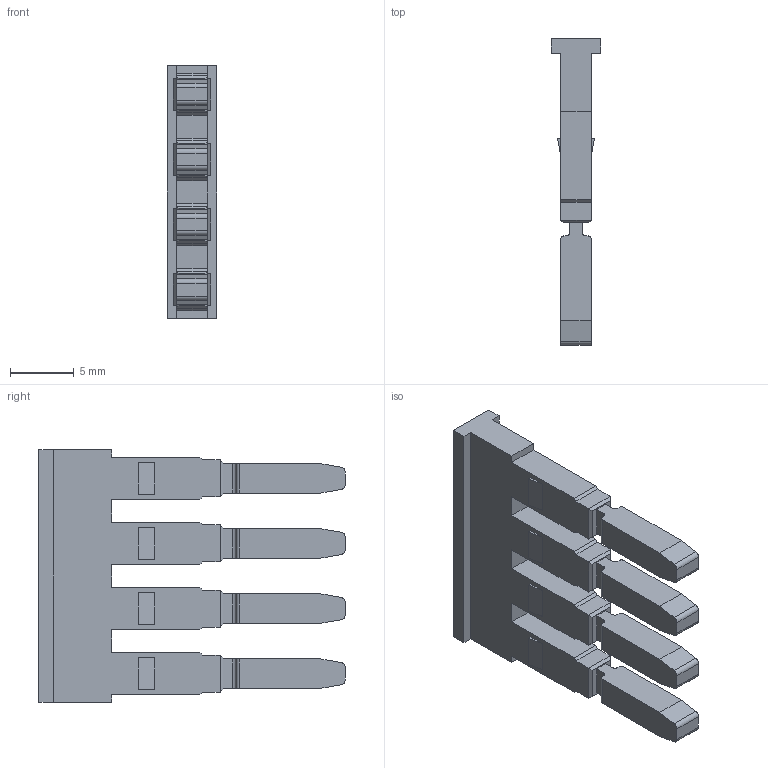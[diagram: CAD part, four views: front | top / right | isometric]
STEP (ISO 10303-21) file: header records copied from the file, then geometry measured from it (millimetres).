
FILE_DESCRIPTION (( 'STEP AP203' ), '1' );
FILE_NAME ('1922.STEP', '2020-03-23T09:07:19', ( '' ), ( '' ), 'SwSTEP 2.0', 'SolidWorks 2011', '' );
FILE_SCHEMA (( 'CONFIG_CONTROL_DESIGN' ));
Length unit declared in the file: millimetre
Products named in the file (1): 1922
Bounding box: 3.9 x 24 x 19.8 mm (x, y, z)
Volume: 768.1 mm3; surface area: 1164.1 mm2
Topology: 1 solids, 1 shells, 174 faces, 456 edges, 296 vertices
Faces by surface type: plane 150, cylinder 24
Entity records: 5333 total; most frequent: CARTESIAN_POINT 927, ORIENTED_EDGE 912, DIRECTION 854, EDGE_CURVE 456, VECTOR 408, LINE 408, VERTEX_POINT 296, AXIS2_PLACEMENT_3D 223
